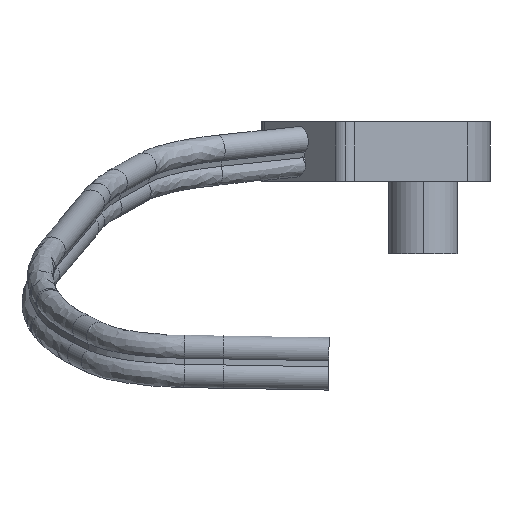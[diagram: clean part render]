
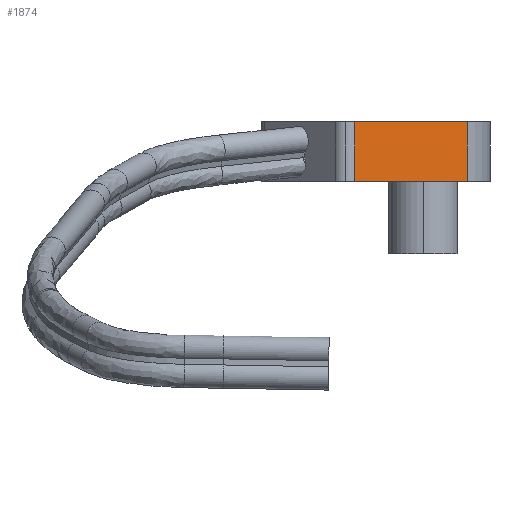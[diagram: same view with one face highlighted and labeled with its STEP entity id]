
A CAD part, left-side view. The second image highlights one B-rep face of the part: STEP entity #1874.
In plain terms, the highlighted planar face has unit normal (-0.75, -0.662, 0).
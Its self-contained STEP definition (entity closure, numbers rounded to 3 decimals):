
#15 = ORIENTED_EDGE ( 'NONE', *, *, #764, .F. ) ;
#86 = LINE ( 'NONE', #2257, #1725 ) ;
#103 = VERTEX_POINT ( 'NONE', #2267 ) ;
#129 = CARTESIAN_POINT ( 'NONE',  ( 6.041, 71.918, 130.873 ) ) ;
#205 = PLANE ( 'NONE',  #2293 ) ;
#238 = DIRECTION ( 'NONE',  ( -0.662, 0.749, 0. ) ) ;
#264 = EDGE_LOOP ( 'NONE', ( #1441, #633, #15, #1307 ) ) ;
#356 = LINE ( 'NONE', #129, #2084 ) ;
#425 = DIRECTION ( 'NONE',  ( 0.749, 0.662, 0. ) ) ;
#491 = LINE ( 'NONE', #2278, #1382 ) ;
#633 = ORIENTED_EDGE ( 'NONE', *, *, #1145, .F. ) ;
#753 = EDGE_CURVE ( 'NONE', #1532, #1367, #356, .T. ) ;
#764 = EDGE_CURVE ( 'NONE', #1532, #103, #491, .T. ) ;
#892 = DIRECTION ( 'NONE',  ( 0.662, -0.749, 0. ) ) ;
#944 = CARTESIAN_POINT ( 'NONE',  ( 13.622, 63.336, 130.873 ) ) ;
#995 = VECTOR ( 'NONE', #1695, 1000. ) ;
#1118 = CARTESIAN_POINT ( 'NONE',  ( 13.622, 63.336, 130.873 ) ) ;
#1122 = CARTESIAN_POINT ( 'NONE',  ( 6.041, 71.918, 130.873 ) ) ;
#1145 = EDGE_CURVE ( 'NONE', #103, #1453, #2052, .T. ) ;
#1307 = ORIENTED_EDGE ( 'NONE', *, *, #753, .T. ) ;
#1367 = VERTEX_POINT ( 'NONE', #1767 ) ;
#1382 = VECTOR ( 'NONE', #892, 1000. ) ;
#1441 = ORIENTED_EDGE ( 'NONE', *, *, #2101, .T. ) ;
#1453 = VERTEX_POINT ( 'NONE', #1980 ) ;
#1463 = FACE_OUTER_BOUND ( 'NONE', #264, .T. ) ;
#1517 = DIRECTION ( 'NONE',  ( 0.662, -0.749, 0. ) ) ;
#1532 = VERTEX_POINT ( 'NONE', #1122 ) ;
#1695 = DIRECTION ( 'NONE',  ( 0., 0., -1. ) ) ;
#1725 = VECTOR ( 'NONE', #1517, 1000. ) ;
#1767 = CARTESIAN_POINT ( 'NONE',  ( 6.041, 71.918, 126.373 ) ) ;
#1874 = ADVANCED_FACE ( 'NONE', ( #1463 ), #205, .F. ) ;
#1957 = DIRECTION ( 'NONE',  ( 0., 0., -1. ) ) ;
#1980 = CARTESIAN_POINT ( 'NONE',  ( 13.622, 63.336, 126.373 ) ) ;
#2052 = LINE ( 'NONE', #944, #995 ) ;
#2084 = VECTOR ( 'NONE', #1957, 1000. ) ;
#2101 = EDGE_CURVE ( 'NONE', #1367, #1453, #86, .T. ) ;
#2257 = CARTESIAN_POINT ( 'NONE',  ( 13.622, 63.336, 126.373 ) ) ;
#2267 = CARTESIAN_POINT ( 'NONE',  ( 13.622, 63.336, 130.873 ) ) ;
#2278 = CARTESIAN_POINT ( 'NONE',  ( 13.622, 63.336, 130.873 ) ) ;
#2293 = AXIS2_PLACEMENT_3D ( 'NONE', #1118, #425, #238 ) ;
